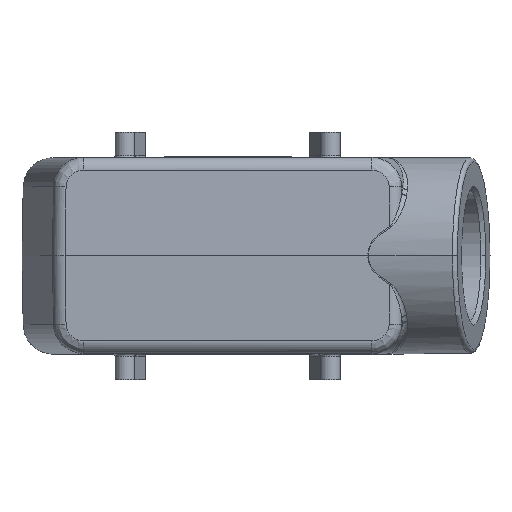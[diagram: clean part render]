
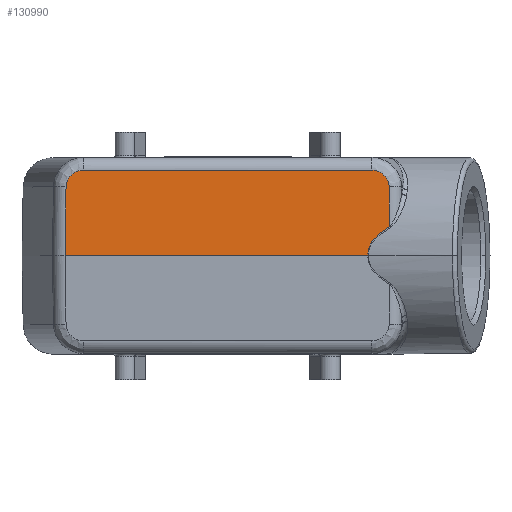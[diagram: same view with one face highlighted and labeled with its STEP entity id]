
A CAD part, top view. The second image highlights one B-rep face of the part: STEP entity #130990.
In plain terms, the highlighted face is planar.
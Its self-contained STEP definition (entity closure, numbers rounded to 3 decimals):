
#67790=CARTESIAN_POINT('',(-48.961,99.6,
0.));
#67800=VERTEX_POINT('',#67790);
#67830=CARTESIAN_POINT('',(-54.047,99.481,
6.841));
#67840=CARTESIAN_POINT('',(-54.038,99.481,
6.835));
#67850=CARTESIAN_POINT('',(-54.029,99.481,
6.83));
#67860=CARTESIAN_POINT('',(-54.,99.481,
6.812));
#67870=CARTESIAN_POINT('',(-53.98,99.482,
6.799));
#67880=CARTESIAN_POINT('',(-53.757,99.484,
6.66));
#67890=CARTESIAN_POINT('',(-53.556,99.486,
6.531));
#67900=CARTESIAN_POINT('',(-53.258,99.49,
6.332));
#67910=CARTESIAN_POINT('',(-53.159,99.491,
6.265));
#67920=CARTESIAN_POINT('',(-52.962,99.493,
6.129));
#67930=CARTESIAN_POINT('',(-52.865,99.495,
6.06));
#67940=CARTESIAN_POINT('',(-52.641,99.497,
5.899));
#67950=CARTESIAN_POINT('',(-52.515,99.499,
5.806));
#67960=CARTESIAN_POINT('',(-52.266,99.502,
5.616));
#67970=CARTESIAN_POINT('',(-52.142,99.504,
5.52));
#67980=CARTESIAN_POINT('',(-51.899,99.507,
5.324));
#67990=CARTESIAN_POINT('',(-51.778,99.509,
5.224));
#68000=CARTESIAN_POINT('',(-51.541,99.513,
5.02));
#68010=CARTESIAN_POINT('',(-51.424,99.515,
4.916));
#68020=CARTESIAN_POINT('',(-51.195,99.518,
4.704));
#68030=CARTESIAN_POINT('',(-51.082,99.52,
4.596));
#68040=CARTESIAN_POINT('',(-50.861,99.524,
4.376));
#68050=CARTESIAN_POINT('',(-50.753,99.526,
4.263));
#68060=CARTESIAN_POINT('',(-50.542,99.53,
4.033));
#68070=CARTESIAN_POINT('',(-50.44,99.532,
3.916));
#68080=CARTESIAN_POINT('',(-50.241,99.536,
3.675));
#68090=CARTESIAN_POINT('',(-50.145,99.538,
3.553));
#68100=CARTESIAN_POINT('',(-49.986,99.542,
3.337));
#68110=CARTESIAN_POINT('',(-49.922,99.544,
3.246));
#68120=CARTESIAN_POINT('',(-49.799,99.547,
3.062));
#68130=CARTESIAN_POINT('',(-49.739,99.549,
2.968));
#68140=CARTESIAN_POINT('',(-49.625,99.552,
2.777));
#68150=CARTESIAN_POINT('',(-49.57,99.554,
2.681));
#68160=CARTESIAN_POINT('',(-49.467,99.557,
2.484));
#68170=CARTESIAN_POINT('',(-49.417,99.559,
2.384));
#68180=CARTESIAN_POINT('',(-49.325,99.562,
2.183));
#68190=CARTESIAN_POINT('',(-49.283,99.564,
2.081));
#68200=CARTESIAN_POINT('',(-49.204,99.568,
1.874));
#68210=CARTESIAN_POINT('',(-49.168,99.57,
1.769));
#68220=CARTESIAN_POINT('',(-49.103,99.573,
1.557));
#68230=CARTESIAN_POINT('',(-49.075,99.575,
1.451));
#68240=CARTESIAN_POINT('',(-49.025,99.579,
1.235));
#68250=CARTESIAN_POINT('',(-49.005,99.581,
1.126));
#68260=CARTESIAN_POINT('',(-48.977,99.584,
0.939));
#68270=CARTESIAN_POINT('',(-48.967,99.585,
0.862));
#68280=CARTESIAN_POINT('',(-48.953,99.588,
0.706));
#68290=CARTESIAN_POINT('',(-48.948,99.589,
0.627));
#68300=CARTESIAN_POINT('',(-48.942,99.592,
0.471));
#68310=CARTESIAN_POINT('',(-48.941,99.594,
0.392));
#68320=CARTESIAN_POINT('',(-48.944,99.596,
0.236));
#68330=CARTESIAN_POINT('',(-48.948,99.598,
0.158));
#68340=CARTESIAN_POINT('',(-48.955,99.599,
0.067));
#68350=CARTESIAN_POINT('',(-48.956,99.599,
0.055));
#68360=CARTESIAN_POINT('',(-48.958,99.6,
0.035));
#68370=CARTESIAN_POINT('',(-48.958,99.6,
0.028));
#68380=CARTESIAN_POINT('',(-48.96,99.6,
0.014));
#68390=CARTESIAN_POINT('',(-48.96,99.6,
0.007));
#68400=CARTESIAN_POINT('',(-48.961,99.6,
0.));
#68410=B_SPLINE_CURVE_WITH_KNOTS('',3,(#67830,#67840,#67850,#67860,
#67870,#67880,#67890,#67900,#67910,#67920,#67930,#67940,#67950,#67960,
#67970,#67980,#67990,#68000,#68010,#68020,#68030,#68040,#68050,#68060,
#68070,#68080,#68090,#68100,#68110,#68120,#68130,#68140,#68150,#68160,
#68170,#68180,#68190,#68200,#68210,#68220,#68230,#68240,#68250,#68260,
#68270,#68280,#68290,#68300,#68310,#68320,#68330,#68340,#68350,#68360,
#68370,#68380,#68390,#68400),.UNSPECIFIED.,.F.,.F.,(4,2,2,2,2,2,2,2,2,2,
2,2,2,2,2,2,2,2,2,2,2,2,2,2,2,2,2,2,4),(0.,0.032,
0.102,0.815,1.171,1.527,
1.993,2.458,2.923,3.388,
3.851,4.314,4.776,5.238,
5.567,5.895,6.223,6.551,
6.877,7.203,7.528,7.853,
8.083,8.313,8.543,8.773,
8.809,8.833,8.857),.UNSPECIFIED.);
#68420=CARTESIAN_POINT('',(-54.047,99.481,
6.841));
#68430=VERTEX_POINT('',#68420);
#68440=EDGE_CURVE('',#68430,#67800,#68410,.T.);
#87200=CARTESIAN_POINT('',(-54.147,99.599,
0.052));
#87210=DIRECTION('',(-0.015,0.017,
-1.));
#87220=VECTOR('',#87210,1.);
#87230=LINE('',#87200,#87220);
#87240=CARTESIAN_POINT('',(-53.911,99.319,
16.122));
#87250=VERTEX_POINT('',#87240);
#87260=EDGE_CURVE('',#87250,#68430,#87230,.T.);
#114190=CARTESIAN_POINT('',(-53.911,99.319,
16.122));
#114200=CARTESIAN_POINT('',(-53.896,99.301,
17.164));
#114210=CARTESIAN_POINT('',(-53.5,99.283,
18.159));
#114220=CARTESIAN_POINT('',(-52.811,99.268,
19.025));
#114230=CARTESIAN_POINT('',(-51.917,99.257,
19.683));
#114240=CARTESIAN_POINT('',(-50.905,99.25,
20.052));
#114250=CARTESIAN_POINT('',(-49.862,99.25,
20.052));
#114260=B_SPLINE_CURVE_WITH_KNOTS('',6,(#114190,#114200,#114210,#114220,
#114230,#114240,#114250),.UNSPECIFIED.,.F.,.F.,(7,7),(0.,1.),
.UNSPECIFIED.);
#114270=CARTESIAN_POINT('',(-49.862,99.25,
20.052));
#114280=VERTEX_POINT('',#114270);
#114290=EDGE_CURVE('',#87250,#114280,#114260,.T.);
#115800=CARTESIAN_POINT('',(22.155,99.6,
0.));
#115810=VERTEX_POINT('',#115800);
#115840=CARTESIAN_POINT('',(19.103,99.6,
0.));
#115850=DIRECTION('',(-1.,0.,0.));
#115860=VECTOR('',#115850,1.);
#115870=LINE('',#115840,#115860);
#115880=EDGE_CURVE('',#115810,#67800,#115870,.T.);
#130270=CARTESIAN_POINT('',(22.154,99.599,
0.052));
#130280=DIRECTION('',(0.015,0.017,
-1.));
#130290=VECTOR('',#130280,1.);
#130300=LINE('',#130270,#130290);
#130310=CARTESIAN_POINT('',(21.918,99.319,
16.122));
#130320=VERTEX_POINT('',#130310);
#130330=EDGE_CURVE('',#130320,#115810,#130300,.T.);
#130690=CARTESIAN_POINT('',(-36.819,99.641,
-2.3));
#130700=DIRECTION('',(0.,1.,
0.017));
#130710=DIRECTION('',(1.,0.,0.));
#130720=AXIS2_PLACEMENT_3D('',#130690,#130700,#130710);
#130730=PLANE('',#130720);
#130740=CARTESIAN_POINT('',(17.869,99.25,
20.052));
#130750=CARTESIAN_POINT('',(18.912,99.25,
20.052));
#130760=CARTESIAN_POINT('',(19.924,99.257,
19.683));
#130770=CARTESIAN_POINT('',(20.818,99.268,
19.025));
#130780=CARTESIAN_POINT('',(21.507,99.283,
18.159));
#130790=CARTESIAN_POINT('',(21.903,99.301,
17.164));
#130800=CARTESIAN_POINT('',(21.918,99.319,
16.122));
#130810=B_SPLINE_CURVE_WITH_KNOTS('',6,(#130740,#130750,#130760,#130770,
#130780,#130790,#130800),.UNSPECIFIED.,.F.,.F.,(7,7),(0.,1.),
.UNSPECIFIED.);
#130820=CARTESIAN_POINT('',(17.869,99.25,
20.052));
#130830=VERTEX_POINT('',#130820);
#130840=EDGE_CURVE('',#130830,#130320,#130810,.T.);
#130850=ORIENTED_EDGE('',*,*,#130840,.T.);
#130860=CARTESIAN_POINT('',(45.603,99.25,
20.052));
#130870=DIRECTION('',(-1.,0.,0.));
#130880=VECTOR('',#130870,1.);
#130890=LINE('',#130860,#130880);
#130900=EDGE_CURVE('',#130830,#114280,#130890,.T.);
#130910=ORIENTED_EDGE('',*,*,#130900,.F.);
#130920=ORIENTED_EDGE('',*,*,#114290,.T.);
#130930=ORIENTED_EDGE('',*,*,#87260,.F.);
#130940=ORIENTED_EDGE('',*,*,#68440,.F.);
#130950=ORIENTED_EDGE('',*,*,#115880,.T.);
#130960=ORIENTED_EDGE('',*,*,#130330,.T.);
#130970=EDGE_LOOP('',(#130960,#130950,#130940,#130930,#130920,#130910,
#130850));
#130980=FACE_OUTER_BOUND('',#130970,.T.);
#130990=ADVANCED_FACE('',(#130980),#130730,.T.);
